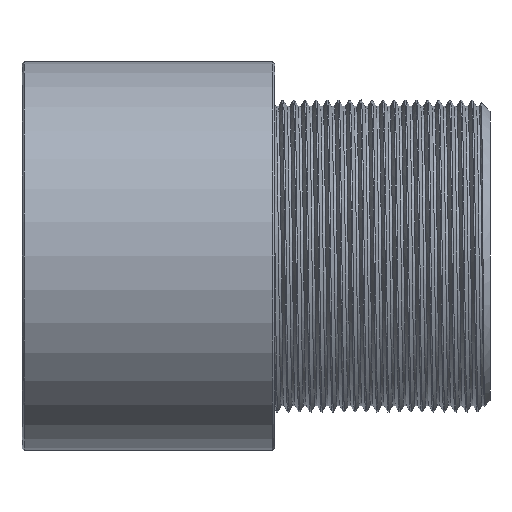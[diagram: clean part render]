
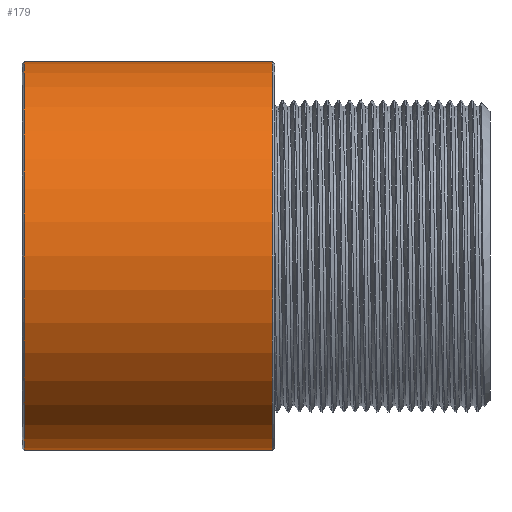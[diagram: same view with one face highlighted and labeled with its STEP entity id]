
A CAD part, front view. The second image highlights one B-rep face of the part: STEP entity #179.
In plain terms, the highlighted cylindrical face has radius 26.2 mm (diameter 52.4 mm), a partial arc.
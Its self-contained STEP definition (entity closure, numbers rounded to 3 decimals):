
#179 = ADVANCED_FACE ( 'NONE', ( #3258 ), #6628, .T. ) ;
#207 = LINE ( 'NONE', #8174, #3567 ) ;
#393 = CARTESIAN_POINT ( 'NONE',  ( 0.3, 0., 0. ) ) ;
#608 = DIRECTION ( 'NONE',  ( -1., 0., 0. ) ) ;
#726 = DIRECTION ( 'NONE',  ( -1., 0., 0. ) ) ;
#1173 = AXIS2_PLACEMENT_3D ( 'NONE', #8292, #2635, #7683 ) ;
#1770 = VERTEX_POINT ( 'NONE', #11220 ) ;
#2292 = EDGE_CURVE ( 'NONE', #1770, #5331, #3439, .T. ) ;
#2635 = DIRECTION ( 'NONE',  ( -1., 0., 0. ) ) ;
#3226 = CARTESIAN_POINT ( 'NONE',  ( 0.3, 0., 26.2 ) ) ;
#3258 = FACE_OUTER_BOUND ( 'NONE', #6107, .T. ) ;
#3439 = CIRCLE ( 'NONE', #5246, 26.2 ) ;
#3567 = VECTOR ( 'NONE', #9192, 1000. ) ;
#3995 = CARTESIAN_POINT ( 'NONE',  ( 0.3, 0., -26.2 ) ) ;
#4042 = CIRCLE ( 'NONE', #12410, 26.2 ) ;
#4656 = VERTEX_POINT ( 'NONE', #3226 ) ;
#5231 = EDGE_CURVE ( 'NONE', #4656, #11569, #4042, .T. ) ;
#5246 = AXIS2_PLACEMENT_3D ( 'NONE', #8155, #608, #8771 ) ;
#5331 = VERTEX_POINT ( 'NONE', #6291 ) ;
#5345 = EDGE_CURVE ( 'NONE', #5331, #4656, #207, .T. ) ;
#5352 = LINE ( 'NONE', #7878, #10921 ) ;
#6107 = EDGE_LOOP ( 'NONE', ( #9489, #11780, #12826, #10957 ) ) ;
#6291 = CARTESIAN_POINT ( 'NONE',  ( 33.7, 0., 26.2 ) ) ;
#6628 = CYLINDRICAL_SURFACE ( 'NONE', #1173, 26.2 ) ;
#7683 = DIRECTION ( 'NONE',  ( 0., 0., 1. ) ) ;
#7756 = DIRECTION ( 'NONE',  ( 0., 0., -1. ) ) ;
#7878 = CARTESIAN_POINT ( 'NONE',  ( -31.707, 0., -26.2 ) ) ;
#8113 = EDGE_CURVE ( 'NONE', #1770, #11569, #5352, .T. ) ;
#8155 = CARTESIAN_POINT ( 'NONE',  ( 33.7, 0., 0. ) ) ;
#8174 = CARTESIAN_POINT ( 'NONE',  ( -31.707, 0., 26.2 ) ) ;
#8292 = CARTESIAN_POINT ( 'NONE',  ( -31.707, 0., 0. ) ) ;
#8771 = DIRECTION ( 'NONE',  ( 0., 0., 1. ) ) ;
#9192 = DIRECTION ( 'NONE',  ( -1., 0., 0. ) ) ;
#9489 = ORIENTED_EDGE ( 'NONE', *, *, #8113, .F. ) ;
#10921 = VECTOR ( 'NONE', #726, 1000. ) ;
#10957 = ORIENTED_EDGE ( 'NONE', *, *, #5231, .T. ) ;
#11220 = CARTESIAN_POINT ( 'NONE',  ( 33.7, 0., -26.2 ) ) ;
#11298 = DIRECTION ( 'NONE',  ( 1., 0., 0. ) ) ;
#11569 = VERTEX_POINT ( 'NONE', #3995 ) ;
#11780 = ORIENTED_EDGE ( 'NONE', *, *, #2292, .T. ) ;
#12410 = AXIS2_PLACEMENT_3D ( 'NONE', #393, #11298, #7756 ) ;
#12826 = ORIENTED_EDGE ( 'NONE', *, *, #5345, .T. ) ;
